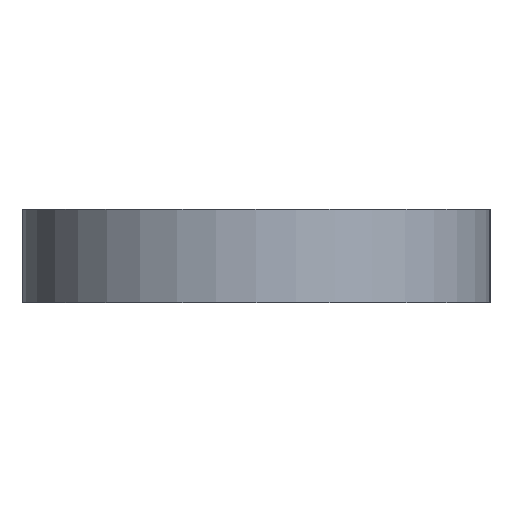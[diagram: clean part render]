
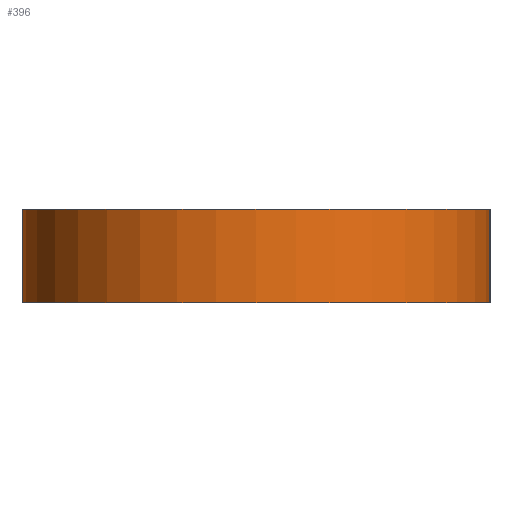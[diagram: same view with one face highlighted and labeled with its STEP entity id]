
A CAD part, left-side view. The second image highlights one B-rep face of the part: STEP entity #396.
In plain terms, the highlighted cylindrical face has radius 3.75 mm (diameter 7.5 mm), a partial arc.
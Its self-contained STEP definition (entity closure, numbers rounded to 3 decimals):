
#24=CYLINDRICAL_SURFACE('',#455,3.75);
#49=FACE_OUTER_BOUND('',#73,.T.);
#73=EDGE_LOOP('',(#330,#331,#332,#333));
#103=LINE('',#689,#130);
#104=LINE('',#693,#131);
#130=VECTOR('',#564,10.);
#131=VECTOR('',#569,10.);
#147=CIRCLE('',#428,3.75);
#162=CIRCLE('',#456,3.75);
#180=VERTEX_POINT('',#625);
#181=VERTEX_POINT('',#627);
#199=VERTEX_POINT('',#687);
#200=VERTEX_POINT('',#691);
#218=EDGE_CURVE('',#180,#181,#147,.T.);
#249=EDGE_CURVE('',#199,#180,#103,.T.);
#250=EDGE_CURVE('',#199,#200,#162,.T.);
#251=EDGE_CURVE('',#200,#181,#104,.T.);
#330=ORIENTED_EDGE('',*,*,#250,.T.);
#331=ORIENTED_EDGE('',*,*,#251,.T.);
#332=ORIENTED_EDGE('',*,*,#218,.F.);
#333=ORIENTED_EDGE('',*,*,#249,.F.);
#396=ADVANCED_FACE('',(#49),#24,.T.);
#428=AXIS2_PLACEMENT_3D('',#628,#494,#495);
#455=AXIS2_PLACEMENT_3D('',#690,#565,#566);
#456=AXIS2_PLACEMENT_3D('',#692,#567,#568);
#494=DIRECTION('center_axis',(0.,0.,1.));
#495=DIRECTION('ref_axis',(0.623,0.783,0.));
#564=DIRECTION('',(0.,0.,1.));
#565=DIRECTION('center_axis',(0.,0.,1.));
#566=DIRECTION('ref_axis',(-1.,0.,0.));
#567=DIRECTION('center_axis',(0.,0.,1.));
#568=DIRECTION('ref_axis',(0.623,0.783,0.));
#569=DIRECTION('',(0.,0.,1.));
#625=CARTESIAN_POINT('',(-7.666,0.936,36.5));
#627=CARTESIAN_POINT('',(-7.666,-4.934,36.5));
#628=CARTESIAN_POINT('Origin',(-10.,-1.999,36.5));
#687=CARTESIAN_POINT('',(-7.666,0.936,35.));
#689=CARTESIAN_POINT('',(-7.666,0.936,35.));
#690=CARTESIAN_POINT('Origin',(-10.,-1.999,35.));
#691=CARTESIAN_POINT('',(-7.666,-4.934,35.));
#692=CARTESIAN_POINT('Origin',(-10.,-1.999,35.));
#693=CARTESIAN_POINT('',(-7.666,-4.934,35.));
